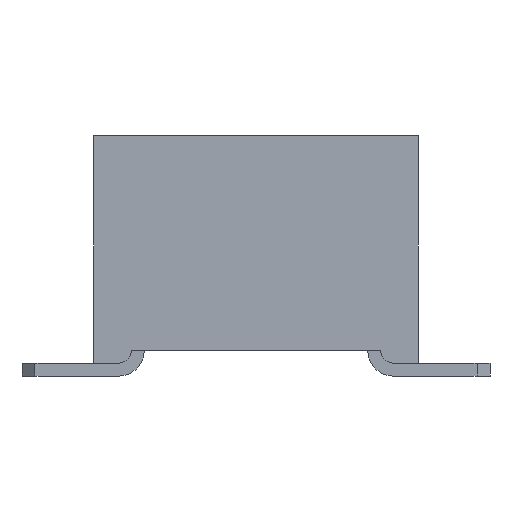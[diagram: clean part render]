
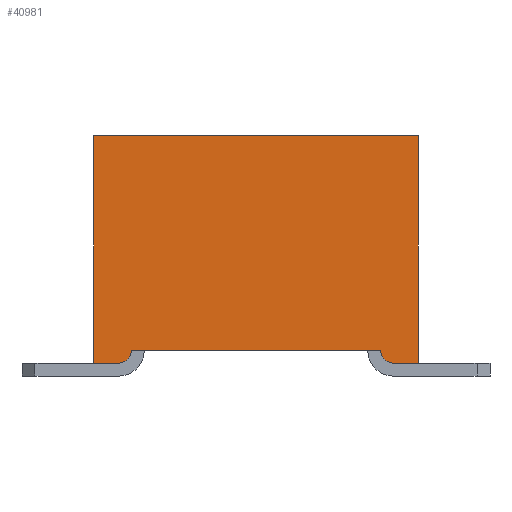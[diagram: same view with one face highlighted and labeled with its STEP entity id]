
A CAD part, front view. The second image highlights one B-rep face of the part: STEP entity #40981.
In plain terms, the highlighted face is planar.
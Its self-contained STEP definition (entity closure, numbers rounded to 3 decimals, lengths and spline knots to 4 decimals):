
#1898=CIRCLE('',#44674,0.2);
#1899=CIRCLE('',#44675,0.2);
#13546=ORIENTED_EDGE('',*,*,#19611,.T.);
#13547=ORIENTED_EDGE('',*,*,#19640,.T.);
#13548=ORIENTED_EDGE('',*,*,#19641,.F.);
#13549=ORIENTED_EDGE('',*,*,#19642,.T.);
#13550=ORIENTED_EDGE('',*,*,#19637,.T.);
#13551=ORIENTED_EDGE('',*,*,#19613,.T.);
#13552=ORIENTED_EDGE('',*,*,#19620,.T.);
#13553=ORIENTED_EDGE('',*,*,#19617,.T.);
#19611=EDGE_CURVE('',#23418,#23417,#28049,.T.);
#19613=EDGE_CURVE('',#23419,#23420,#28051,.T.);
#19617=EDGE_CURVE('',#23423,#23418,#28055,.T.);
#19620=EDGE_CURVE('',#23420,#23423,#28058,.T.);
#19637=EDGE_CURVE('',#23432,#23419,#28075,.T.);
#19640=EDGE_CURVE('',#23417,#23434,#1898,.T.);
#19641=EDGE_CURVE('',#23435,#23434,#28078,.T.);
#19642=EDGE_CURVE('',#23435,#23432,#1899,.T.);
#23417=VERTEX_POINT('',#68027);
#23418=VERTEX_POINT('',#68029);
#23419=VERTEX_POINT('',#68033);
#23420=VERTEX_POINT('',#68034);
#23423=VERTEX_POINT('',#68042);
#23432=VERTEX_POINT('',#68079);
#23434=VERTEX_POINT('',#68085);
#23435=VERTEX_POINT('',#68087);
#28049=LINE('',#68028,#32723);
#28051=LINE('',#68032,#32725);
#28055=LINE('',#68041,#32729);
#28058=LINE('',#68047,#32732);
#28075=LINE('',#68078,#32749);
#28078=LINE('',#68086,#32752);
#32723=VECTOR('',#56144,1000.);
#32725=VECTOR('',#56148,1000.);
#32729=VECTOR('',#56154,1000.);
#32732=VECTOR('',#56159,1000.);
#32749=VECTOR('',#56190,1000.);
#32752=VECTOR('',#56197,1000.);
#34999=EDGE_LOOP('',(#13546,#13547,#13548,#13549,#13550,#13551,#13552,#13553));
#37219=FACE_BOUND('',#34999,.T.);
#38789=PLANE('',#44673);
#40981=ADVANCED_FACE('',(#37219),#38789,.T.);
#44673=AXIS2_PLACEMENT_3D('',#68083,#56193,#56194);
#44674=AXIS2_PLACEMENT_3D('',#68084,#56195,#56196);
#44675=AXIS2_PLACEMENT_3D('',#68088,#56198,#56199);
#56144=DIRECTION('',(0.,-1.,0.));
#56148=DIRECTION('',(0.,0.,1.));
#56154=DIRECTION('',(0.,0.,-1.));
#56159=DIRECTION('',(0.,1.,0.));
#56190=DIRECTION('',(0.,-1.,0.));
#56193=DIRECTION('',(-1.,0.,0.));
#56194=DIRECTION('',(0.,0.,1.));
#56195=DIRECTION('',(-1.,0.,0.));
#56196=DIRECTION('',(0.,0.,1.));
#56197=DIRECTION('',(0.,1.,0.));
#56198=DIRECTION('',(-1.,0.,0.));
#56199=DIRECTION('',(0.,0.,1.));
#68027=CARTESIAN_POINT('',(-16.51,2.12,-1.75));
#68028=CARTESIAN_POINT('',(-16.51,2.5,-1.75));
#68029=CARTESIAN_POINT('',(-16.51,2.5,-1.75));
#68032=CARTESIAN_POINT('',(-16.51,-2.5,-1.75));
#68033=CARTESIAN_POINT('',(-16.51,-2.5,-1.75));
#68034=CARTESIAN_POINT('',(-16.51,-2.5,1.75));
#68041=CARTESIAN_POINT('',(-16.51,2.5,1.75));
#68042=CARTESIAN_POINT('',(-16.51,2.5,1.75));
#68047=CARTESIAN_POINT('',(-16.51,-2.5,1.75));
#68078=CARTESIAN_POINT('',(-16.51,2.5,-1.75));
#68079=CARTESIAN_POINT('',(-16.51,-2.12,-1.75));
#68083=CARTESIAN_POINT('',(-16.51,0.,0.));
#68084=CARTESIAN_POINT('',(-16.51,2.12,-1.55));
#68085=CARTESIAN_POINT('',(-16.51,1.92,-1.55));
#68086=CARTESIAN_POINT('',(-16.51,0.,-1.55));
#68087=CARTESIAN_POINT('',(-16.51,-1.92,-1.55));
#68088=CARTESIAN_POINT('',(-16.51,-2.12,-1.55));
